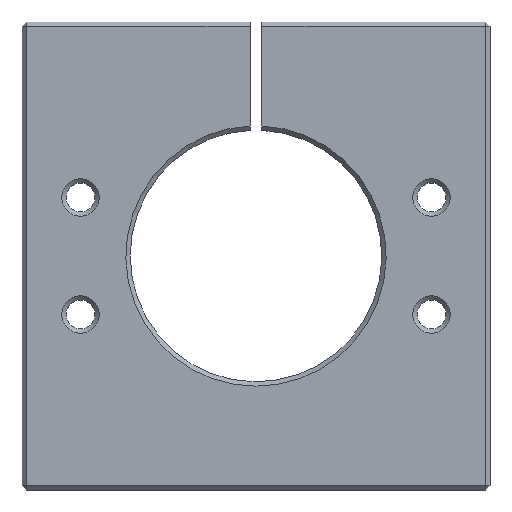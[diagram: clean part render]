
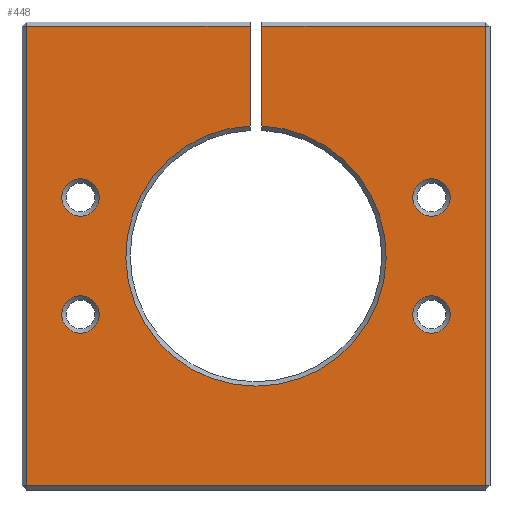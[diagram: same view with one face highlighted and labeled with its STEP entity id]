
A CAD part, front view. The second image highlights one B-rep face of the part: STEP entity #448.
In plain terms, the highlighted planar face has unit normal (0, -1, 0).
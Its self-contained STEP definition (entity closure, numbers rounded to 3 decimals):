
#303=CARTESIAN_POINT('',(33.209,0.,-10.));
#304=VERTEX_POINT('',#303);
#313=CARTESIAN_POINT('',(30.,0.,-10.));
#314=DIRECTION('',(0.,-1.,0.));
#315=DIRECTION('',(-1.,0.,0.));
#316=AXIS2_PLACEMENT_3D('',#313,#314,#315);
#317=CIRCLE('',#316,3.209);
#318=EDGE_CURVE('',#304,#304,#317,.T.);
#340=CARTESIAN_POINT('',(0.,0.,2.624));
#341=DIRECTION('',(0.,1.,0.));
#342=DIRECTION('',(0.,0.,1.));
#343=AXIS2_PLACEMENT_3D('',#340,#341,#342);
#344=PLANE('',#343);
#345=CARTESIAN_POINT('',(33.209,0.,10.));
#346=VERTEX_POINT('',#345);
#347=CARTESIAN_POINT('',(30.,0.,10.));
#348=DIRECTION('',(0.,-1.,0.));
#349=DIRECTION('',(-1.,0.,0.));
#350=AXIS2_PLACEMENT_3D('',#347,#348,#349);
#351=CIRCLE('',#350,3.209);
#352=EDGE_CURVE('',#346,#346,#351,.T.);
#353=ORIENTED_EDGE('',*,*,#352,.F.);
#354=EDGE_LOOP('',(#353));
#355=FACE_BOUND('',#354,.T.);
#356=CARTESIAN_POINT('',(-26.792,0.,10.));
#357=VERTEX_POINT('',#356);
#358=CARTESIAN_POINT('',(-30.,0.,10.));
#359=DIRECTION('',(0.,-1.,0.));
#360=DIRECTION('',(-1.,0.,0.));
#361=AXIS2_PLACEMENT_3D('',#358,#359,#360);
#362=CIRCLE('',#361,3.209);
#363=EDGE_CURVE('',#357,#357,#362,.T.);
#364=ORIENTED_EDGE('',*,*,#363,.F.);
#365=EDGE_LOOP('',(#364));
#366=FACE_BOUND('',#365,.T.);
#367=CARTESIAN_POINT('',(-1.,0.,22.228));
#368=VERTEX_POINT('',#367);
#369=CARTESIAN_POINT('',(1.,0.,22.228));
#370=VERTEX_POINT('',#369);
#371=CARTESIAN_POINT('',(0.,0.,0.));
#372=DIRECTION('',(0.,-1.,0.));
#373=DIRECTION('',(0.,0.,-1.));
#374=AXIS2_PLACEMENT_3D('',#371,#372,#373);
#375=CIRCLE('',#374,22.25);
#376=EDGE_CURVE('',#368,#370,#375,.T.);
#377=ORIENTED_EDGE('',*,*,#376,.F.);
#378=CARTESIAN_POINT('',(-1.,0.,39.25));
#379=VERTEX_POINT('',#378);
#380=CARTESIAN_POINT('',(-1.,0.,32.5));
#381=DIRECTION('',(0.,0.,-1.));
#382=VECTOR('',#381,170.225);
#383=LINE('',#380,#382);
#384=EDGE_CURVE('',#379,#368,#383,.T.);
#385=ORIENTED_EDGE('',*,*,#384,.F.);
#386=CARTESIAN_POINT('',(-39.25,0.,39.25));
#387=VERTEX_POINT('',#386);
#388=CARTESIAN_POINT('',(-300.25,0.,39.25));
#389=DIRECTION('',(1.,0.,-0.));
#390=VECTOR('',#389,382.5);
#391=LINE('',#388,#390);
#392=EDGE_CURVE('',#387,#379,#391,.T.);
#393=ORIENTED_EDGE('',*,*,#392,.F.);
#394=CARTESIAN_POINT('',(-39.25,0.,-39.25));
#395=VERTEX_POINT('',#394);
#396=CARTESIAN_POINT('',(-39.25,0.,-404.307));
#397=DIRECTION('',(0.,0.,1.));
#398=VECTOR('',#397,785.);
#399=LINE('',#396,#398);
#400=EDGE_CURVE('',#395,#387,#399,.T.);
#401=ORIENTED_EDGE('',*,*,#400,.F.);
#402=CARTESIAN_POINT('',(39.25,0.,-39.25));
#403=VERTEX_POINT('',#402);
#404=CARTESIAN_POINT('',(392.5,0.,-39.25));
#405=DIRECTION('',(-1.,0.,0.));
#406=VECTOR('',#405,785.);
#407=LINE('',#404,#406);
#408=EDGE_CURVE('',#403,#395,#407,.T.);
#409=ORIENTED_EDGE('',*,*,#408,.F.);
#410=CARTESIAN_POINT('',(39.25,0.,39.25));
#411=VERTEX_POINT('',#410);
#412=CARTESIAN_POINT('',(39.25,0.,380.693));
#413=DIRECTION('',(0.,0.,-1.));
#414=VECTOR('',#413,785.);
#415=LINE('',#412,#414);
#416=EDGE_CURVE('',#411,#403,#415,.T.);
#417=ORIENTED_EDGE('',*,*,#416,.F.);
#418=CARTESIAN_POINT('',(1.,0.,39.25));
#419=VERTEX_POINT('',#418);
#420=CARTESIAN_POINT('',(-82.25,0.,39.25));
#421=DIRECTION('',(1.,0.,-0.));
#422=VECTOR('',#421,382.5);
#423=LINE('',#420,#422);
#424=EDGE_CURVE('',#419,#411,#423,.T.);
#425=ORIENTED_EDGE('',*,*,#424,.F.);
#426=CARTESIAN_POINT('',(1.,0.,28.985));
#427=DIRECTION('',(0.,0.,1.));
#428=VECTOR('',#427,170.225);
#429=LINE('',#426,#428);
#430=EDGE_CURVE('',#370,#419,#429,.T.);
#431=ORIENTED_EDGE('',*,*,#430,.F.);
#432=EDGE_LOOP('',(#377,#385,#393,#401,#409,#417,#425,#431));
#433=FACE_BOUND('',#432,.T.);
#434=CARTESIAN_POINT('',(-26.792,0.,-10.));
#435=VERTEX_POINT('',#434);
#436=CARTESIAN_POINT('',(-30.,0.,-10.));
#437=DIRECTION('',(0.,-1.,0.));
#438=DIRECTION('',(-1.,0.,0.));
#439=AXIS2_PLACEMENT_3D('',#436,#437,#438);
#440=CIRCLE('',#439,3.209);
#441=EDGE_CURVE('',#435,#435,#440,.T.);
#442=ORIENTED_EDGE('',*,*,#441,.F.);
#443=EDGE_LOOP('',(#442));
#444=FACE_BOUND('',#443,.T.);
#445=ORIENTED_EDGE('',*,*,#318,.F.);
#446=EDGE_LOOP('',(#445));
#447=FACE_BOUND('',#446,.T.);
#448=ADVANCED_FACE('',(#355,#366,#433,#444,#447),#344,.F.);
